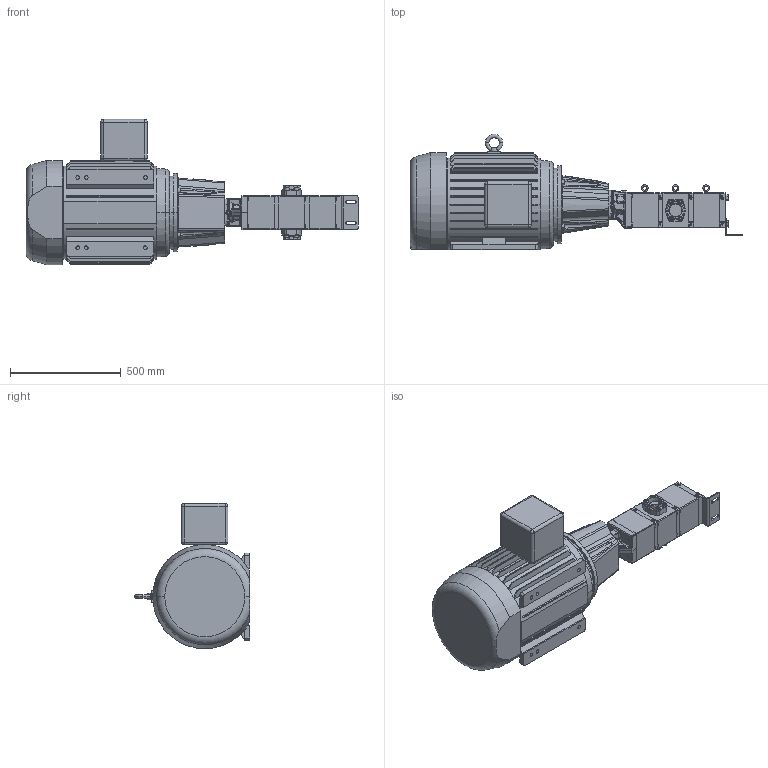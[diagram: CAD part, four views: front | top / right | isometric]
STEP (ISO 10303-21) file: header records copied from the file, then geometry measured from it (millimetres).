
FILE_DESCRIPTION (( 'STEP AP214' ), '1' );
FILE_NAME ('GPV-1039-010-U.STEP', '2021-08-18T20:28:46', ( '' ), ( '' ), 'SwSTEP 2.0', 'SolidWorks 2020', '' );
FILE_SCHEMA (( 'AUTOMOTIVE_DESIGN' ));
Length unit declared in the file: inch
Products named in the file (1): GPV-1039-010-U
Bounding box: 1498.77 x 521.28 x 656.08 mm (x, y, z)
Volume: 129906726.1 mm3; surface area: 2823636.5 mm2
Topology: 1 solids, 1 shells, 4292 faces, 11288 edges, 7289 vertices
Faces by surface type: plane 2352, bspline 1193, cylinder 411, cone 262, sphere 40, torus 34
Entity records: 217203 total; most frequent: CARTESIAN_POINT 85081, ORIENTED_EDGE 22512, DIRECTION 15562, EDGE_CURVE 11256, VERTEX_POINT 7289, LINE 6996, VECTOR 6996, EDGE_LOOP 4647
